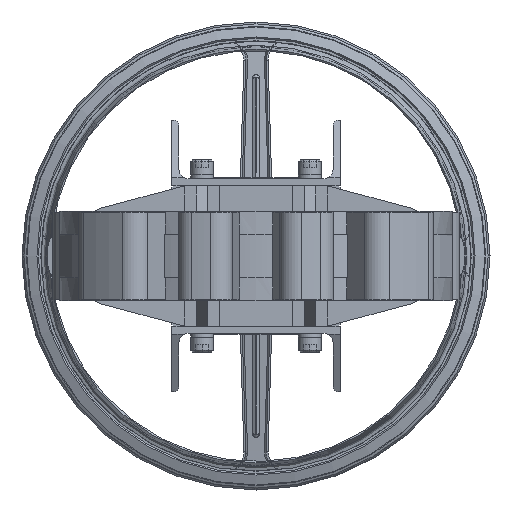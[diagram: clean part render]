
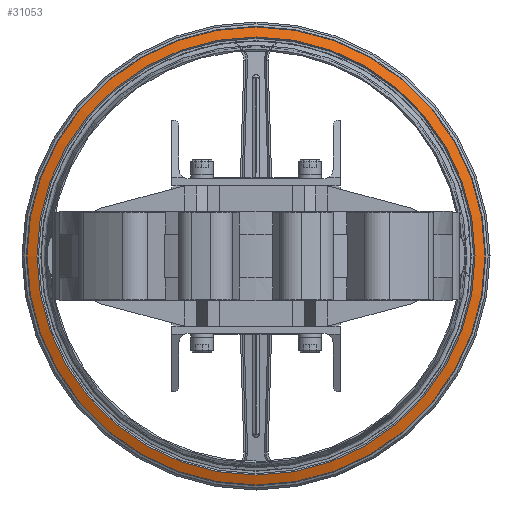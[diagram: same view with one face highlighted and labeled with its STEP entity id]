
A CAD part, front view. The second image highlights one B-rep face of the part: STEP entity #31053.
In plain terms, the highlighted conical face has half-angle 70 degrees and reference radius 245.394 mm.
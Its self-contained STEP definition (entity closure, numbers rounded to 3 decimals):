
#7344=CONICAL_SURFACE('',#33267,245.394,1.222);
#7816=FACE_BOUND('',#11018,.T.);
#8874=FACE_OUTER_BOUND('',#11017,.T.);
#11017=EDGE_LOOP('',(#25047));
#11018=EDGE_LOOP('',(#25048));
#12273=CIRCLE('',#32548,245.394);
#12716=CIRCLE('',#33268,234.);
#14428=VERTEX_POINT('',#51466);
#15132=VERTEX_POINT('',#54318);
#17999=EDGE_CURVE('',#14428,#14428,#12273,.T.);
#18743=EDGE_CURVE('',#15132,#15132,#12716,.T.);
#25047=ORIENTED_EDGE('',*,*,#18743,.T.);
#25048=ORIENTED_EDGE('',*,*,#17999,.F.);
#31053=ADVANCED_FACE('',(#8874,#7816),#7344,.T.);
#32548=AXIS2_PLACEMENT_3D('',#51467,#36729,#36730);
#33267=AXIS2_PLACEMENT_3D('',#54317,#38245,#38246);
#33268=AXIS2_PLACEMENT_3D('',#54319,#38247,#38248);
#36729=DIRECTION('center_axis',(0.,1.,0.));
#36730=DIRECTION('ref_axis',(0.,0.,
-1.));
#38245=DIRECTION('center_axis',(0.,1.,0.));
#38246=DIRECTION('ref_axis',(0.,0.,
1.));
#38247=DIRECTION('center_axis',(0.,1.,0.));
#38248=DIRECTION('ref_axis',(0.,0.,
-1.));
#51466=CARTESIAN_POINT('',(0.,885.324,-245.394));
#51467=CARTESIAN_POINT('Origin',(0.,885.324,
0.));
#54317=CARTESIAN_POINT('Origin',(0.,885.324,
0.));
#54318=CARTESIAN_POINT('',(0.,881.176,234.));
#54319=CARTESIAN_POINT('Origin',(0.,881.176,
0.));
